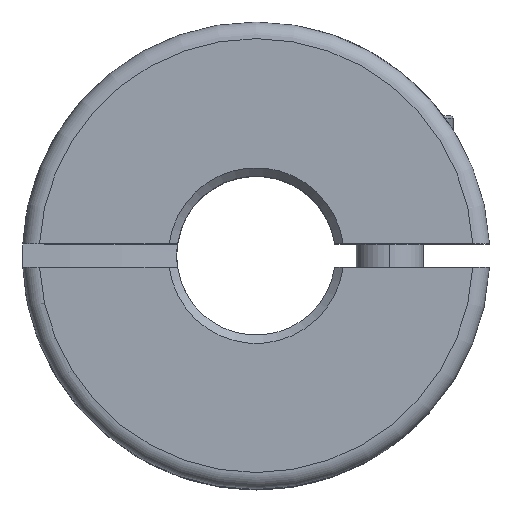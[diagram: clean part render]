
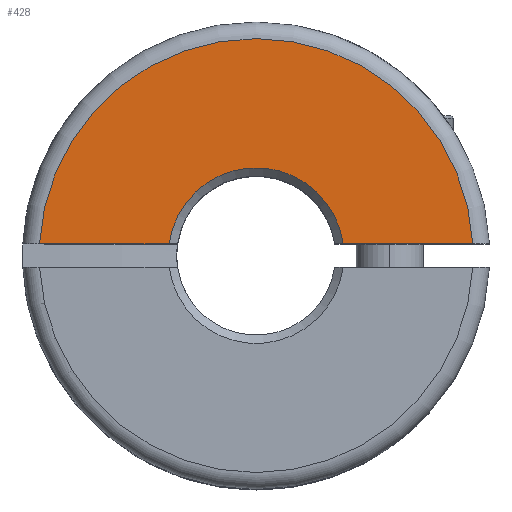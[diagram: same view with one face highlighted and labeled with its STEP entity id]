
A CAD part, top view. The second image highlights one B-rep face of the part: STEP entity #428.
In plain terms, the highlighted planar face has unit normal (0, 0, 1).
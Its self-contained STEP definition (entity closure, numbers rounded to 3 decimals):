
#75 = CARTESIAN_POINT ( 'NONE',  ( -2.608, 0.35, 7. ) ) ;
#101 = EDGE_CURVE ( 'NONE', #466, #4225, #1642, .T. ) ;
#165 = CARTESIAN_POINT ( 'NONE',  ( 0., 0., 7. ) ) ;
#184 = LINE ( 'NONE', #1118, #888 ) ;
#231 = EDGE_CURVE ( 'NONE', #2631, #4225, #383, .T. ) ;
#370 = DIRECTION ( 'NONE',  ( 0., 0., 1. ) ) ;
#383 = CIRCLE ( 'NONE', #2890, 6.5 ) ;
#428 = ADVANCED_FACE ( 'NONE', ( #1100 ), #2805, .T. ) ;
#435 = CARTESIAN_POINT ( 'NONE',  ( 0., 0., 7. ) ) ;
#466 = VERTEX_POINT ( 'NONE', #75 ) ;
#697 = CARTESIAN_POINT ( 'NONE',  ( 2.608, 0.35, 7. ) ) ;
#700 = DIRECTION ( 'NONE',  ( 1., 0., 0. ) ) ;
#757 = EDGE_CURVE ( 'NONE', #466, #3001, #2527, .T. ) ;
#795 = EDGE_LOOP ( 'NONE', ( #1397, #1549, #1053, #2964 ) ) ;
#869 = CARTESIAN_POINT ( 'NONE',  ( -6.491, 0.35, 7. ) ) ;
#888 = VECTOR ( 'NONE', #3539, 1000. ) ;
#940 = EDGE_CURVE ( 'NONE', #2631, #3001, #184, .T. ) ;
#1053 = ORIENTED_EDGE ( 'NONE', *, *, #940, .F. ) ;
#1100 = FACE_OUTER_BOUND ( 'NONE', #795, .T. ) ;
#1118 = CARTESIAN_POINT ( 'NONE',  ( 0., 0.35, 7. ) ) ;
#1229 = DIRECTION ( 'NONE',  ( 1., 0., 0. ) ) ;
#1293 = CARTESIAN_POINT ( 'NONE',  ( 6.491, 0.35, 7. ) ) ;
#1397 = ORIENTED_EDGE ( 'NONE', *, *, #101, .F. ) ;
#1454 = VECTOR ( 'NONE', #4024, 1000. ) ;
#1549 = ORIENTED_EDGE ( 'NONE', *, *, #757, .T. ) ;
#1642 = LINE ( 'NONE', #2665, #1454 ) ;
#1757 = DIRECTION ( 'NONE',  ( 0., 0., -1. ) ) ;
#2527 = CIRCLE ( 'NONE', #3100, 2.631 ) ;
#2631 = VERTEX_POINT ( 'NONE', #1293 ) ;
#2665 = CARTESIAN_POINT ( 'NONE',  ( 0., 0.35, 7. ) ) ;
#2765 = DIRECTION ( 'NONE',  ( 1., 0., 0. ) ) ;
#2805 = PLANE ( 'NONE',  #3885 ) ;
#2890 = AXIS2_PLACEMENT_3D ( 'NONE', #165, #2897, #1229 ) ;
#2897 = DIRECTION ( 'NONE',  ( 0., 0., 1. ) ) ;
#2964 = ORIENTED_EDGE ( 'NONE', *, *, #231, .T. ) ;
#3001 = VERTEX_POINT ( 'NONE', #697 ) ;
#3100 = AXIS2_PLACEMENT_3D ( 'NONE', #3421, #1757, #700 ) ;
#3421 = CARTESIAN_POINT ( 'NONE',  ( 0., 0., 7. ) ) ;
#3539 = DIRECTION ( 'NONE',  ( -1., 0., 0. ) ) ;
#3885 = AXIS2_PLACEMENT_3D ( 'NONE', #435, #370, #2765 ) ;
#4024 = DIRECTION ( 'NONE',  ( -1., 0., 0. ) ) ;
#4225 = VERTEX_POINT ( 'NONE', #869 ) ;
